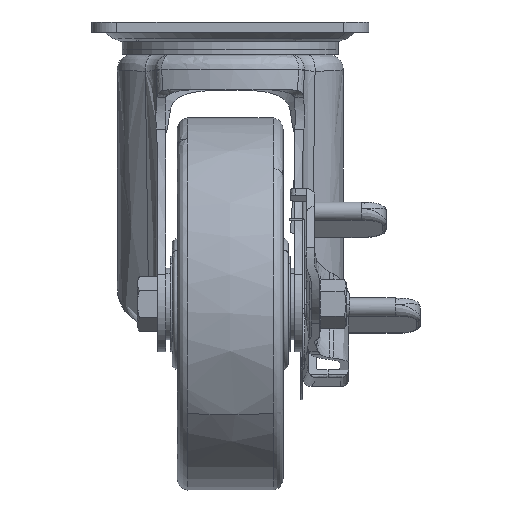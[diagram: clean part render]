
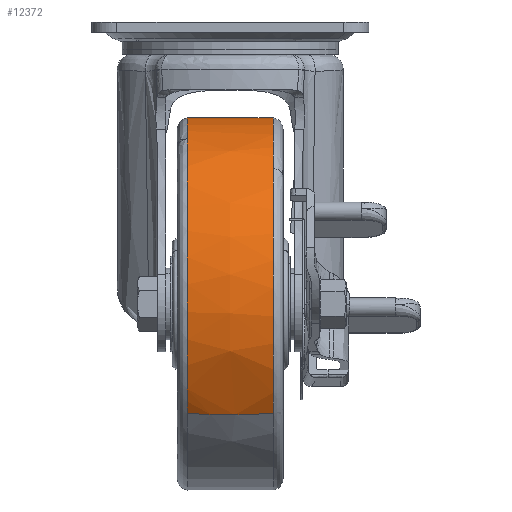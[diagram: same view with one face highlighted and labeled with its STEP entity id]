
A CAD part, left-side view. The second image highlights one B-rep face of the part: STEP entity #12372.
In plain terms, the highlighted free-form (B-spline) face has degree [2, 2] with [5, 7] control points.
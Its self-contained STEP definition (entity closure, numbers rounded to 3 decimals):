
#12065=CARTESIAN_POINT('',(-90.601,-17.068,-58.116));
#12066=VERTEX_POINT('',#12065);
#12080=CARTESIAN_POINT('',(-99.801,-17.068,-155.448));
#12081=VERTEX_POINT('',#12080);
#12082=CARTESIAN_POINT('',(-90.601,-17.068,-58.116));
#12083=CARTESIAN_POINT('',(-138.106,-17.068,-102.726));
#12084=CARTESIAN_POINT('',(-99.801,-17.068,-155.448));
#12092=(BOUNDED_CURVE()B_SPLINE_CURVE(2,(#12082,#12083,#12084),.UNSPECIFIED.,.F.,.U.)B_SPLINE_CURVE_WITH_KNOTS((3,3),(0.772,1.0),.UNSPECIFIED.)CURVE()GEOMETRIC_REPRESENTATION_ITEM()RATIONAL_B_SPLINE_CURVE((0.954,0.733,1.0))REPRESENTATION_ITEM(''));
#12093=EDGE_CURVE('',#12066,#12081,#12092,.T.);
#12161=CARTESIAN_POINT('',(19.801,-17.068,-68.552));
#12162=VERTEX_POINT('',#12161);
#12176=CARTESIAN_POINT('',(19.801,-17.068,-68.552));
#12177=CARTESIAN_POINT('',(-23.647,-17.068,-8.751));
#12178=CARTESIAN_POINT('',(-83.448,-17.068,-52.199));
#12179=CARTESIAN_POINT('',(-87.211,-17.068,-54.932));
#12180=CARTESIAN_POINT('',(-90.601,-17.068,-58.116));
#12188=(BOUNDED_CURVE()B_SPLINE_CURVE(2,(#12176,#12177,#12178,#12179,#12180),.UNSPECIFIED.,.F.,.U.)B_SPLINE_CURVE_WITH_KNOTS((3,2,3),(0.5,0.75,0.772),.UNSPECIFIED.)CURVE()GEOMETRIC_REPRESENTATION_ITEM()RATIONAL_B_SPLINE_CURVE((1.0,0.707,1.0,0.975,0.954))REPRESENTATION_ITEM(''));
#12189=EDGE_CURVE('',#12162,#12066,#12188,.T.);
#12238=CARTESIAN_POINT('',(-99.801,17.068,-155.448));
#12239=VERTEX_POINT('',#12238);
#12240=CARTESIAN_POINT('',(-99.801,-17.068,-155.448));
#12241=CARTESIAN_POINT('',(-100.402,-11.232,-155.885));
#12242=CARTESIAN_POINT('',(-100.969,0.18,-156.296));
#12243=CARTESIAN_POINT('',(-100.366,11.586,-155.858));
#12244=CARTESIAN_POINT('',(-99.801,17.068,-155.448));
#12245=B_SPLINE_CURVE_WITH_KNOTS('',3,(#12240,#12241,#12242,#12243,#12244),.UNSPECIFIED.,.F.,.U.,(4,1,4),(0.,17.648,34.227),.UNSPECIFIED.);
#12246=EDGE_CURVE('',#12081,#12239,#12245,.T.);
#12263=CARTESIAN_POINT('',(19.801,17.068,-68.552));
#12264=VERTEX_POINT('',#12263);
#12280=CARTESIAN_POINT('',(19.801,-17.068,-68.552));
#12281=CARTESIAN_POINT('',(20.402,-11.232,-68.115));
#12282=CARTESIAN_POINT('',(20.969,0.18,-67.704));
#12283=CARTESIAN_POINT('',(20.366,11.586,-68.142));
#12284=CARTESIAN_POINT('',(19.801,17.068,-68.552));
#12285=B_SPLINE_CURVE_WITH_KNOTS('',3,(#12280,#12281,#12282,#12283,#12284),.UNSPECIFIED.,.F.,.U.,(4,1,4),(0.,17.648,34.227),.UNSPECIFIED.);
#12286=EDGE_CURVE('',#12162,#12264,#12285,.T.);
#12293=CARTESIAN_POINT('',(20.826,-18.791,-70.354));
#12294=CARTESIAN_POINT('',(21.909,-9.441,-69.612));
#12295=CARTESIAN_POINT('',(21.909,0.0,-69.612));
#12296=CARTESIAN_POINT('',(21.909,9.441,-69.612));
#12297=CARTESIAN_POINT('',(20.826,18.791,-70.354));
#12298=CARTESIAN_POINT('',(20.224,-18.791,-69.525));
#12299=CARTESIAN_POINT('',(21.296,-9.441,-68.769));
#12300=CARTESIAN_POINT('',(21.296,0.0,-68.769));
#12301=CARTESIAN_POINT('',(21.296,9.441,-68.769));
#12302=CARTESIAN_POINT('',(20.224,18.791,-69.525));
#12303=CARTESIAN_POINT('',(-23.698,-18.791,-9.072));
#12304=CARTESIAN_POINT('',(-23.408,-9.441,-7.24));
#12305=CARTESIAN_POINT('',(-23.408,0.0,-7.24));
#12306=CARTESIAN_POINT('',(-23.408,9.441,-7.24));
#12307=CARTESIAN_POINT('',(-23.698,18.791,-9.072));
#12308=CARTESIAN_POINT('',(-83.313,-18.791,-52.385));
#12309=CARTESIAN_POINT('',(-84.084,-9.441,-51.324));
#12310=CARTESIAN_POINT('',(-84.084,0.0,-51.324));
#12311=CARTESIAN_POINT('',(-84.084,9.441,-51.324));
#12312=CARTESIAN_POINT('',(-83.313,18.791,-52.385));
#12313=CARTESIAN_POINT('',(-142.928,-18.791,-95.698));
#12314=CARTESIAN_POINT('',(-144.76,-9.441,-95.408));
#12315=CARTESIAN_POINT('',(-144.76,0.0,-95.408));
#12316=CARTESIAN_POINT('',(-144.76,9.441,-95.408));
#12317=CARTESIAN_POINT('',(-142.928,18.791,-95.698));
#12318=CARTESIAN_POINT('',(-99.006,-18.791,-156.151));
#12319=CARTESIAN_POINT('',(-100.056,-9.441,-156.937));
#12320=CARTESIAN_POINT('',(-100.056,0.0,-156.937));
#12321=CARTESIAN_POINT('',(-100.056,9.441,-156.937));
#12322=CARTESIAN_POINT('',(-99.006,18.791,-156.151));
#12323=CARTESIAN_POINT('',(-98.404,-18.791,-156.979));
#12324=CARTESIAN_POINT('',(-99.444,-9.441,-157.78));
#12325=CARTESIAN_POINT('',(-99.444,0.0,-157.78));
#12326=CARTESIAN_POINT('',(-99.444,9.441,-157.78));
#12327=CARTESIAN_POINT('',(-98.404,18.791,-156.979));
#12335=(BOUNDED_SURFACE()B_SPLINE_SURFACE(2,2,((#12293,#12298,#12303,#12308,#12313,#12318,#12323),(#12294,#12299,#12304,#12309,#12314,#12319,#12324),(#12295,#12300,#12305,#12310,#12315,#12320,#12325),(#12296,#12301,#12306,#12311,#12316,#12321,#12326),(#12297,#12302,#12307,#12312,#12317,#12322,#12327)),.UNSPECIFIED.,.F.,.F.,.U.)B_SPLINE_SURFACE_WITH_KNOTS((3,2,3),(3,1,2,1,3),(0.0,19.164,38.329),(0.0,2.485,126.749,251.013,253.499),.UNSPECIFIED.)GEOMETRIC_REPRESENTATION_ITEM()RATIONAL_B_SPLINE_SURFACE(((0.977,0.972,0.683,0.966,0.683,0.972,0.977),(0.992,0.986,0.693,0.981,0.693,0.986,0.992),(1.012,1.006,0.707,1.0,0.707,1.006,1.012),(0.992,0.986,0.693,0.981,0.693,0.986,0.992),(0.977,0.972,0.683,0.966,0.683,0.972,0.977)))REPRESENTATION_ITEM('')SURFACE());
#12336=ORIENTED_EDGE('',*,*,#12246,.F.);
#12337=ORIENTED_EDGE('',*,*,#12093,.F.);
#12338=ORIENTED_EDGE('',*,*,#12189,.F.);
#12339=ORIENTED_EDGE('',*,*,#12286,.T.);
#12340=CARTESIAN_POINT('',(-73.971,17.068,-46.35));
#12341=VERTEX_POINT('',#12340);
#12342=CARTESIAN_POINT('',(19.801,17.068,-68.552));
#12343=CARTESIAN_POINT('',(-17.544,17.068,-17.151));
#12344=CARTESIAN_POINT('',(-73.971,17.068,-46.35));
#12352=(BOUNDED_CURVE()B_SPLINE_CURVE(2,(#12342,#12343,#12344),.UNSPECIFIED.,.F.,.U.)B_SPLINE_CURVE_WITH_KNOTS((3,3),(0.5,0.724),.UNSPECIFIED.)CURVE()GEOMETRIC_REPRESENTATION_ITEM()RATIONAL_B_SPLINE_CURVE((1.0,0.737,0.946))REPRESENTATION_ITEM(''));
#12353=EDGE_CURVE('',#12264,#12341,#12352,.T.);
#12354=ORIENTED_EDGE('',*,*,#12353,.T.);
#12355=CARTESIAN_POINT('',(-73.971,17.068,-46.35));
#12356=CARTESIAN_POINT('',(-78.931,17.068,-48.917));
#12357=CARTESIAN_POINT('',(-83.448,17.068,-52.199));
#12358=CARTESIAN_POINT('',(-143.249,17.068,-95.647));
#12359=CARTESIAN_POINT('',(-99.801,17.068,-155.448));
#12367=(BOUNDED_CURVE()B_SPLINE_CURVE(2,(#12355,#12356,#12357,#12358,#12359),.UNSPECIFIED.,.F.,.U.)B_SPLINE_CURVE_WITH_KNOTS((3,2,3),(0.724,0.75,1.0),.UNSPECIFIED.)CURVE()GEOMETRIC_REPRESENTATION_ITEM()RATIONAL_B_SPLINE_CURVE((0.946,0.97,1.0,0.707,1.0))REPRESENTATION_ITEM(''));
#12368=EDGE_CURVE('',#12341,#12239,#12367,.T.);
#12369=ORIENTED_EDGE('',*,*,#12368,.T.);
#12370=EDGE_LOOP('',(#12336,#12337,#12338,#12339,#12354,#12369));
#12371=FACE_OUTER_BOUND('',#12370,.T.);
#12372=ADVANCED_FACE('',(#12371),#12335,.T.);
